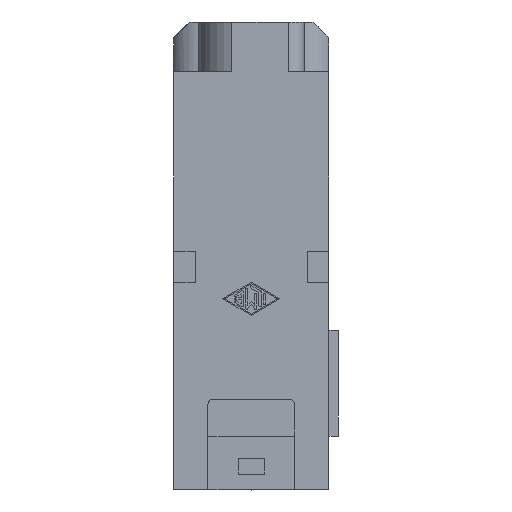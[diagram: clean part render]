
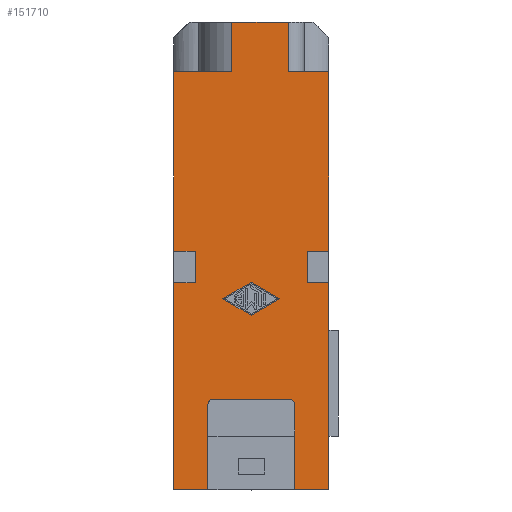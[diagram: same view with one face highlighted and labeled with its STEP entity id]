
A CAD part, front view. The second image highlights one B-rep face of the part: STEP entity #151710.
In plain terms, the highlighted face is planar.
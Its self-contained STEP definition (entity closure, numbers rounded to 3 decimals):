
#5360=CARTESIAN_POINT('',(51.198,68.257,-32.))
;
#5370=DIRECTION('',(0.,0.,-1.));
#5380=DIRECTION('',(1.,0.,0.));
#5390=AXIS2_PLACEMENT_3D('',#5360,#5370,#5380);
#5400=PLANE('',#5390);
#40000=CARTESIAN_POINT('',(52.298,74.757,-32.));
#40010=VERTEX_POINT('',#40000);
#40180=CARTESIAN_POINT('',(45.098,74.757,-32.));
#40190=VERTEX_POINT('',#40180);
#40220=CARTESIAN_POINT('',(41.854,74.757,-32.));
#40230=DIRECTION('',(-1.,0.,0.));
#40240=VECTOR('',#40230,1.);
#40250=LINE('',#40220,#40240);
#40260=EDGE_CURVE('',#40010,#40190,#40250,.T.);
#41560=CARTESIAN_POINT('',(52.298,75.257,-32.));
#41570=DIRECTION('',(0.,0.,-1.));
#41580=DIRECTION('',(1.,0.,0.));
#41590=AXIS2_PLACEMENT_3D('',#41560,#41570,#41580);
#41600=CIRCLE('',#41590,0.5);
#41610=CARTESIAN_POINT('',(52.798,75.257,-32.));
#41620=VERTEX_POINT('',#41610);
#41630=EDGE_CURVE('',#41620,#40010,#41600,.T.);
#49790=CARTESIAN_POINT('',(53.998,60.757,-32.));
#49800=VERTEX_POINT('',#49790);
#49830=CARTESIAN_POINT('',(42.052,60.757,-32.));
#49840=DIRECTION('',(-1.,0.,0.));
#49850=VECTOR('',#49840,1.);
#49860=LINE('',#49830,#49850);
#49870=CARTESIAN_POINT('',(56.048,60.757,-32.)
);
#49880=VERTEX_POINT('',#49870);
#49890=EDGE_CURVE('',#49880,#49800,#49860,.T.);
#51430=CARTESIAN_POINT('',(53.998,63.757,-32.)
);
#51440=VERTEX_POINT('',#51430);
#51470=CARTESIAN_POINT('',(53.998,58.057,-32.));
#51480=DIRECTION('',(0.,1.,0.));
#51490=VECTOR('',#51480,1.);
#51500=LINE('',#51470,#51490);
#51510=EDGE_CURVE('',#49800,#51440,#51500,.T.);
#54070=CARTESIAN_POINT('',(43.398,60.757,-32.));
#54080=VERTEX_POINT('',#54070);
#54110=CARTESIAN_POINT('',(43.398,58.057,-32.));
#54120=DIRECTION('',(0.,-1.,0.));
#54130=VECTOR('',#54120,1.);
#54140=LINE('',#54110,#54130);
#54150=CARTESIAN_POINT('',(43.398,63.757,-32.)
);
#54160=VERTEX_POINT('',#54150);
#54170=EDGE_CURVE('',#54160,#54080,#54140,.T.);
#55220=CARTESIAN_POINT('',(44.598,75.257,-32.));
#55230=VERTEX_POINT('',#55220);
#55260=CARTESIAN_POINT('',(45.098,75.257,-32.));
#55270=DIRECTION('',(0.,0.,1.));
#55280=DIRECTION('',(-1.,0.,0.));
#55290=AXIS2_PLACEMENT_3D('',#55260,#55270,#55280);
#55300=CIRCLE('',#55290,0.5);
#55310=EDGE_CURVE('',#55230,#40190,#55300,.T.);
#61410=CARTESIAN_POINT('',(44.598,83.357,-32.));
#61420=VERTEX_POINT('',#61410);
#61450=CARTESIAN_POINT('',(44.598,58.057,-32.));
#61460=DIRECTION('',(0.,1.,0.));
#61470=VECTOR('',#61460,1.);
#61480=LINE('',#61450,#61470);
#61490=EDGE_CURVE('',#55230,#61420,#61480,.T.);
#63370=CARTESIAN_POINT('',(41.348,60.757,-32.)
);
#63380=VERTEX_POINT('',#63370);
#63410=CARTESIAN_POINT('',(56.752,60.757,-32.));
#63420=DIRECTION('',(-1.,0.,0.));
#63430=VECTOR('',#63420,1.);
#63440=LINE('',#63410,#63430);
#63450=EDGE_CURVE('',#54080,#63380,#63440,.T.);
#69340=CARTESIAN_POINT('',(56.048,83.357,-32.));
#69350=DIRECTION('',(0.,1.,0.));
#69360=VECTOR('',#69350,1.);
#69370=LINE('',#69340,#69360);
#69380=CARTESIAN_POINT('',(56.048,63.757,
-32.));
#69390=VERTEX_POINT('',#69380);
#69400=CARTESIAN_POINT('',(56.048,83.357,-32.)
);
#69410=VERTEX_POINT('',#69400);
#69420=EDGE_CURVE('',#69390,#69410,#69370,.T.);
#69520=CARTESIAN_POINT('',(56.048,58.057,-32.));
#69530=DIRECTION('',(0.,-1.,0.));
#69540=VECTOR('',#69530,1.);
#69550=LINE('',#69520,#69540);
#69560=CARTESIAN_POINT('',(56.048,43.757,
-32.));
#69570=VERTEX_POINT('',#69560);
#69580=EDGE_CURVE('',#49880,#69570,#69550,.T.);
#70400=CARTESIAN_POINT('',(52.798,58.057,-32.));
#70410=DIRECTION('',(0.,-1.,0.));
#70420=VECTOR('',#70410,1.);
#70430=LINE('',#70400,#70420);
#70440=CARTESIAN_POINT('',(52.798,83.357,-32.));
#70450=VERTEX_POINT('',#70440);
#70460=EDGE_CURVE('',#70450,#41620,#70430,.T.);
#78390=CARTESIAN_POINT('',(43.398,63.757,-32.)
);
#78400=DIRECTION('',(-1.,0.,0.));
#78410=VECTOR('',#78400,1.);
#78420=LINE('',#78390,#78410);
#78430=CARTESIAN_POINT('',(41.348,63.757,
-32.));
#78440=VERTEX_POINT('',#78430);
#78450=EDGE_CURVE('',#54160,#78440,#78420,.T.);
#80210=CARTESIAN_POINT('',(41.348,43.757,-32.)
);
#80220=VERTEX_POINT('',#80210);
#80250=CARTESIAN_POINT('',(41.348,58.057,-32.));
#80260=DIRECTION('',(0.,-1.,0.));
#80270=VECTOR('',#80260,1.);
#80280=LINE('',#80250,#80270);
#80290=EDGE_CURVE('',#63380,#80220,#80280,.T.);
#80340=CARTESIAN_POINT('',(41.348,58.057,-32.));
#80350=DIRECTION('',(0.,1.,0.));
#80360=VECTOR('',#80350,1.);
#80370=LINE('',#80340,#80360);
#80380=CARTESIAN_POINT('',(41.348,83.357,-32.)
);
#80390=VERTEX_POINT('',#80380);
#80400=EDGE_CURVE('',#78440,#80390,#80370,.T.);
#86000=CARTESIAN_POINT('',(56.048,63.757,-32.)
);
#86010=DIRECTION('',(-1.,0.,0.));
#86020=VECTOR('',#86010,1.);
#86030=LINE('',#86000,#86020);
#86040=EDGE_CURVE('',#69390,#51440,#86030,.T.);
#114160=CARTESIAN_POINT('',(46.86,43.757,-32.)
);
#114170=VERTEX_POINT('',#114160);
#114200=CARTESIAN_POINT('',(27.154,43.757,
-32.));
#114210=DIRECTION('',(-1.,0.,0.));
#114220=VECTOR('',#114210,1.);
#114230=LINE('',#114200,#114220);
#114240=EDGE_CURVE('',#114170,#80220,#114230,.T.);
#119840=CARTESIAN_POINT('',(46.86,39.057,
-32.));
#119850=VERTEX_POINT('',#119840);
#119880=CARTESIAN_POINT('',(46.86,39.057,
-32.));
#119890=DIRECTION('',(0.,-1.,0.));
#119900=VECTOR('',#119890,1.);
#119910=LINE('',#119880,#119900);
#119920=EDGE_CURVE('',#114170,#119850,#119910,.T.);
#122120=CARTESIAN_POINT('',(27.154,43.757,
-32.));
#122130=DIRECTION('',(-1.,0.,0.));
#122140=VECTOR('',#122130,1.);
#122150=LINE('',#122120,#122140);
#122160=CARTESIAN_POINT('',(52.198,43.757,-32.
));
#122170=VERTEX_POINT('',#122160);
#122180=EDGE_CURVE('',#69570,#122170,#122150,.T.);
#124610=CARTESIAN_POINT('',(52.198,58.057,-32.
));
#124620=DIRECTION('',(0.,1.,0.));
#124630=VECTOR('',#124620,1.);
#124640=LINE('',#124610,#124630);
#124650=CARTESIAN_POINT('',(52.198,39.057,
-32.));
#124660=VERTEX_POINT('',#124650);
#124670=EDGE_CURVE('',#124660,#122170,#124640,.T.);
#135890=CARTESIAN_POINT('',(48.698,39.057,-32.
));
#135900=DIRECTION('',(-1.,0.,0.));
#135910=VECTOR('',#135900,1.);
#135920=LINE('',#135890,#135910);
#135930=EDGE_CURVE('',#124660,#119850,#135920,.T.);
#150130=CARTESIAN_POINT('',(0.,38.737,-32.));
#150140=DIRECTION('',(-0.866,-0.5,
0.));
#150150=VECTOR('',#150140,1.);
#150160=LINE('',#150130,#150150);
#150170=CARTESIAN_POINT('',(48.698,66.819,
-32.));
#150180=VERTEX_POINT('',#150170);
#150190=CARTESIAN_POINT('',(45.989,65.257,
-32.));
#150200=VERTEX_POINT('',#150190);
#150210=EDGE_CURVE('',#150180,#150200,#150160,.T.);
#150230=CARTESIAN_POINT('',(0.,91.777,-32.));
#150240=DIRECTION('',(0.866,-0.5,
0.));
#150250=VECTOR('',#150240,1.);
#150260=LINE('',#150230,#150250);
#150270=CARTESIAN_POINT('',(48.698,63.695,
-32.));
#150280=VERTEX_POINT('',#150270);
#150290=EDGE_CURVE('',#150200,#150280,#150260,.T.);
#150310=CARTESIAN_POINT('',(0.,35.613,-32.));
#150320=DIRECTION('',(0.866,0.5,
0.));
#150330=VECTOR('',#150320,1.);
#150340=LINE('',#150310,#150330);
#150350=CARTESIAN_POINT('',(51.406,65.257,
-32.));
#150360=VERTEX_POINT('',#150350);
#150370=EDGE_CURVE('',#150280,#150360,#150340,.T.);
#150390=CARTESIAN_POINT('',(0.,94.901,-32.));
#150400=DIRECTION('',(-0.866,0.5,
0.));
#150410=VECTOR('',#150400,1.);
#150420=LINE('',#150390,#150410);
#150430=EDGE_CURVE('',#150360,#150180,#150420,.T.);
#151350=ORIENTED_EDGE('',*,*,#150370,.T.);
#151360=ORIENTED_EDGE('',*,*,#150290,.T.);
#151370=ORIENTED_EDGE('',*,*,#150210,.T.);
#151380=ORIENTED_EDGE('',*,*,#150430,.T.);
#151390=EDGE_LOOP('',(#151380,#151370,#151360,#151350));
#151400=FACE_BOUND('',#151390,.T.);
#151410=ORIENTED_EDGE('',*,*,#70460,.F.);
#151420=ORIENTED_EDGE('',*,*,#41630,.F.);
#151430=ORIENTED_EDGE('',*,*,#40260,.F.);
#151440=ORIENTED_EDGE('',*,*,#55310,.T.);
#151450=ORIENTED_EDGE('',*,*,#61490,.F.);
#151460=CARTESIAN_POINT('',(27.154,83.357,-32.));
#151470=DIRECTION('',(1.,0.,0.));
#151480=VECTOR('',#151470,1.);
#151490=LINE('',#151460,#151480);
#151500=EDGE_CURVE('',#80390,#61420,#151490,.T.);
#151510=ORIENTED_EDGE('',*,*,#151500,.T.);
#151520=ORIENTED_EDGE('',*,*,#80400,.T.);
#151530=ORIENTED_EDGE('',*,*,#78450,.T.);
#151540=ORIENTED_EDGE('',*,*,#54170,.F.);
#151550=ORIENTED_EDGE('',*,*,#63450,.F.);
#151560=ORIENTED_EDGE('',*,*,#80290,.F.);
#151570=ORIENTED_EDGE('',*,*,#114240,.T.);
#151580=ORIENTED_EDGE('',*,*,#119920,.F.);
#151590=ORIENTED_EDGE('',*,*,#135930,.T.);
#151600=ORIENTED_EDGE('',*,*,#124670,.F.);
#151610=ORIENTED_EDGE('',*,*,#122180,.T.);
#151620=ORIENTED_EDGE('',*,*,#69580,.T.);
#151630=ORIENTED_EDGE('',*,*,#49890,.F.);
#151640=ORIENTED_EDGE('',*,*,#51510,.F.);
#151650=ORIENTED_EDGE('',*,*,#86040,.T.);
#151660=ORIENTED_EDGE('',*,*,#69420,.F.);
#151670=EDGE_CURVE('',#70450,#69410,#151490,.T.);
#151680=ORIENTED_EDGE('',*,*,#151670,.T.);
#151690=EDGE_LOOP('',(#151680,#151660,#151650,#151640,#151630,#151620,
#151610,#151600,#151590,#151580,#151570,#151560,#151550,#151540,#151530,
#151520,#151510,#151450,#151440,#151430,#151420,#151410));
#151700=FACE_OUTER_BOUND('',#151690,.T.);
#151710=ADVANCED_FACE('',(#151400,#151700),#5400,.T.);
